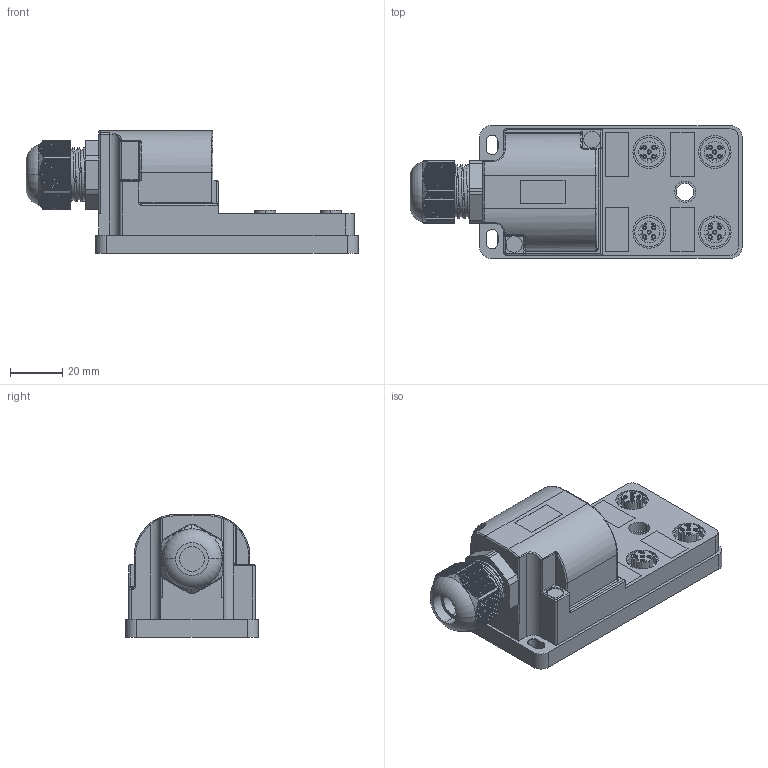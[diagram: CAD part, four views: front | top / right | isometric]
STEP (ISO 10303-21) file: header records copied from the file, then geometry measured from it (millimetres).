
FILE_DESCRIPTION (( 'STEP AP214' ), '1' );
FILE_NAME ('ZP-JBH45-00-FW.STEP', '2017-10-04T19:48:01', ( 'Mencom User' ), ( 'Hewlett-Packard Company' ), 'SwSTEP 2.0', 'SolidWorks 2016', '' );
FILE_SCHEMA (( 'AUTOMOTIVE_DESIGN' ));
Length unit declared in the file: millimetre
Products named in the file (1): ZP-JBH45-00-FW
Bounding box: 126.62 x 50.57 x 46.89 mm (x, y, z)
Volume: 131541.4 mm3; surface area: 29065.4 mm2
Topology: 7 solids, 13 shells, 1065 faces, 2748 edges, 1792 vertices
Faces by surface type: plane 636, cylinder 267, bspline 93, cone 47, torus 17, sphere 5
Entity records: 45707 total; most frequent: CARTESIAN_POINT 13335, ORIENTED_EDGE 5494, DIRECTION 4729, EDGE_CURVE 2747, VERTEX_POINT 1792, LINE 1671, VECTOR 1671, AXIS2_PLACEMENT_3D 1529
